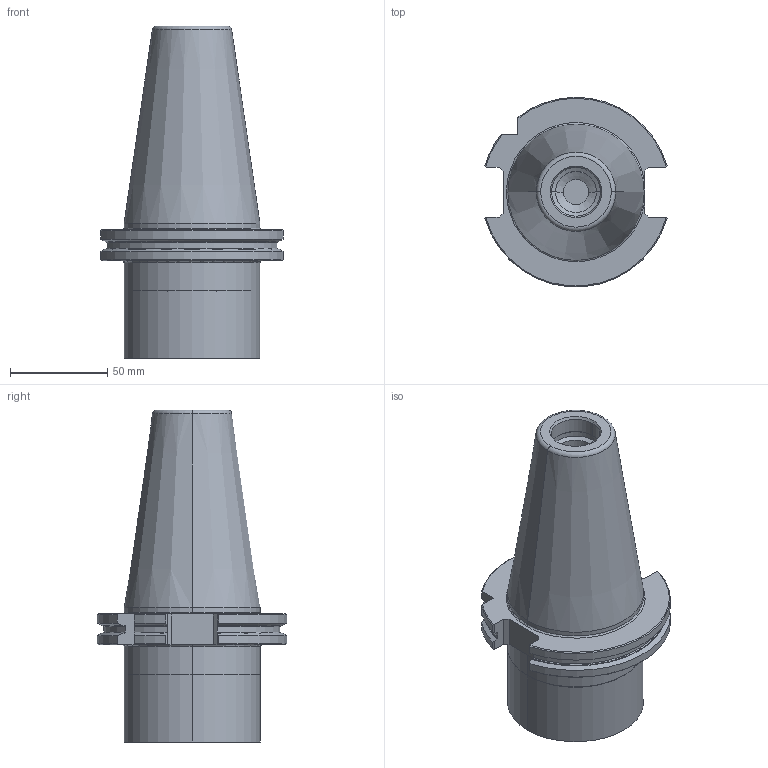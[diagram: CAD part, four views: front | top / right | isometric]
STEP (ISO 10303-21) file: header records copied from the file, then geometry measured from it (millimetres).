
FILE_DESCRIPTION(('no description'),'unknown implementation level');
FILE_NAME('A162AC61-8EE5-4B5F-8CF0-007651FA552F_export.stp',' ',('CIMSOURCE GmbH'),('CADClick - KiM GmbH - www.kimweb.de'),'unknown preprocess','ACIS','unknown authorization');
FILE_SCHEMA(('automotive_design'));
Length unit declared in the file: millimetre
Products named in the file (3): 323.760 Kaiser SK50 VD X CKS6 X 100B|690.436 Kaiser ETL M12 X 18 CK6;Schnitt-Linear austragen2; 323.760 Kaiser SK50 VD X CKS6 X 100B|323.760 Kaiser SK50 VD X CKS6 X 100B-1;Rotation2; 323.760 Kaiser SK50 VD X CKS6 X 100B|323.760 Kaiser SK50 VD X CKS6 X 100B;Rotation1
Bounding box: 93.59 x 97.27 x 170.6 mm (x, y, z)
Volume: 705438.1 mm3; surface area: 82490.2 mm2
Topology: 3 solids, 3 shells, 173 faces, 423 edges, 259 vertices
Faces by surface type: plane 60, cone 50, cylinder 47, torus 16
Entity records: 10200 total; most frequent: CARTESIAN_POINT 1279, DIRECTION 875, STYLED_ITEM 856, PRESENTATION_STYLE_ASSIGNMENT 856, COLOUR_RGB 856, ORIENTED_EDGE 842, EDGE_CURVE 421, CURVE_STYLE 421
